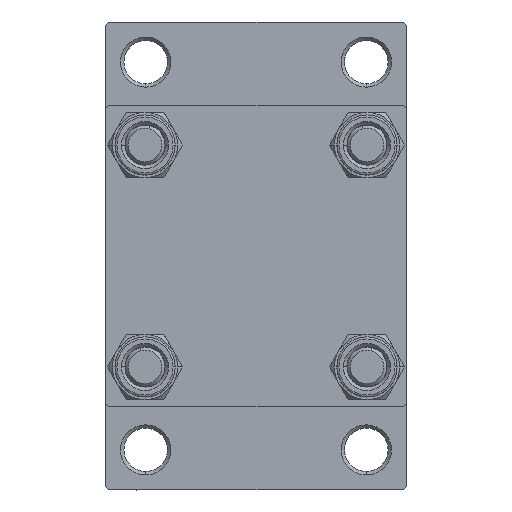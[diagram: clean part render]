
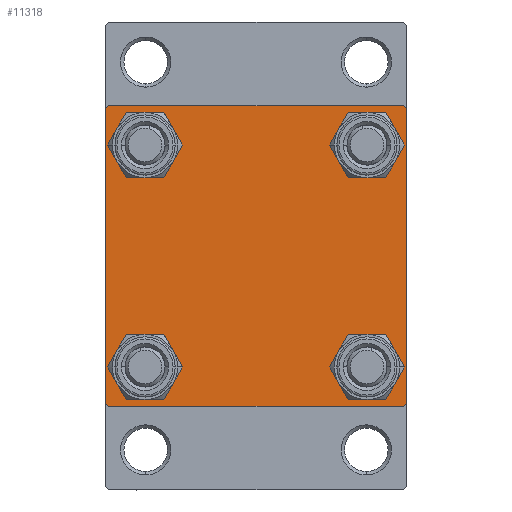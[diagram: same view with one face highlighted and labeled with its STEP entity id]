
A CAD part, left-side view. The second image highlights one B-rep face of the part: STEP entity #11318.
In plain terms, the highlighted planar face has unit normal (-1, 0, 0).
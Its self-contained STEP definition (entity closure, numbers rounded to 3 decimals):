
#129 = VECTOR ( 'NONE', #41448, 1000. ) ;
#183 = VERTEX_POINT ( 'NONE', #3532 ) ;
#218 = AXIS2_PLACEMENT_3D ( 'NONE', #18672, #33381, #402 ) ;
#402 = DIRECTION ( 'NONE',  ( 0., 0., 1. ) ) ;
#654 = EDGE_CURVE ( 'NONE', #29644, #45482, #28024, .T. ) ;
#833 = LINE ( 'NONE', #33576, #31984 ) ;
#917 = CARTESIAN_POINT ( 'NONE',  ( 0., 22., -22.5 ) ) ;
#1374 = VERTEX_POINT ( 'NONE', #37727 ) ;
#3176 = AXIS2_PLACEMENT_3D ( 'NONE', #10445, #30410, #8037 ) ;
#3434 = CIRCLE ( 'NONE', #32630, 3.5 ) ;
#3532 = CARTESIAN_POINT ( 'NONE',  ( 0., -22., -22.5 ) ) ;
#3596 = VERTEX_POINT ( 'NONE', #22206 ) ;
#3708 = LINE ( 'NONE', #36463, #22804 ) ;
#4729 = CARTESIAN_POINT ( 'NONE',  ( 0., -22.5, -22. ) ) ;
#4807 = CIRCLE ( 'NONE', #218, 3.5 ) ;
#4909 = AXIS2_PLACEMENT_3D ( 'NONE', #42769, #28565, #36282 ) ;
#5054 = CARTESIAN_POINT ( 'NONE',  ( 0., 16.6, 16.6 ) ) ;
#5157 = EDGE_CURVE ( 'NONE', #42074, #27086, #3708, .T. ) ;
#5577 = CARTESIAN_POINT ( 'NONE',  ( 0., 16.6, 13.1 ) ) ;
#6522 = AXIS2_PLACEMENT_3D ( 'NONE', #42083, #23767, #12932 ) ;
#6697 = DIRECTION ( 'NONE',  ( 1., 0., 0. ) ) ;
#6863 = LINE ( 'NONE', #47539, #29253 ) ;
#7490 = VECTOR ( 'NONE', #21371, 1000. ) ;
#7531 = CARTESIAN_POINT ( 'NONE',  ( 0., -16.6, -20.1 ) ) ;
#7978 = EDGE_CURVE ( 'NONE', #3596, #18155, #10310, .T. ) ;
#8037 = DIRECTION ( 'NONE',  ( 0., 0., 1. ) ) ;
#8682 = CARTESIAN_POINT ( 'NONE',  ( 0., 22.5, 22.5 ) ) ;
#9176 = CARTESIAN_POINT ( 'NONE',  ( 0., 16.6, -20.1 ) ) ;
#10310 = LINE ( 'NONE', #28117, #7490 ) ;
#10445 = CARTESIAN_POINT ( 'NONE',  ( 0., 16.6, -16.6 ) ) ;
#10624 = ORIENTED_EDGE ( 'NONE', *, *, #5157, .T. ) ;
#10711 = AXIS2_PLACEMENT_3D ( 'NONE', #40401, #17489, #21108 ) ;
#10930 = DIRECTION ( 'NONE',  ( 0., 0.707, -0.707 ) ) ;
#11174 = ORIENTED_EDGE ( 'NONE', *, *, #38065, .T. ) ;
#11318 = ADVANCED_FACE ( 'NONE', ( #46397, #24482, #39200, #36053, #24731 ), #36299, .T. ) ;
#11945 = EDGE_LOOP ( 'NONE', ( #20546, #38596, #43567, #42416, #21165, #36800, #19238, #10624 ) ) ;
#12932 = DIRECTION ( 'NONE',  ( 0., 0., 1. ) ) ;
#13827 = ORIENTED_EDGE ( 'NONE', *, *, #34792, .T. ) ;
#14468 = VERTEX_POINT ( 'NONE', #9176 ) ;
#14469 = LINE ( 'NONE', #29170, #40230 ) ;
#14797 = CARTESIAN_POINT ( 'NONE',  ( 0., 22.5, 22. ) ) ;
#15867 = ORIENTED_EDGE ( 'NONE', *, *, #26692, .T. ) ;
#15869 = LINE ( 'NONE', #47261, #45329 ) ;
#16725 = EDGE_CURVE ( 'NONE', #36117, #14468, #20723, .T. ) ;
#16997 = EDGE_CURVE ( 'NONE', #27086, #28503, #26279, .T. ) ;
#17489 = DIRECTION ( 'NONE',  ( -1., 0., 0. ) ) ;
#18155 = VERTEX_POINT ( 'NONE', #33742 ) ;
#18393 = DIRECTION ( 'NONE',  ( 0., -1., 0. ) ) ;
#18672 = CARTESIAN_POINT ( 'NONE',  ( 0., -16.6, 16.6 ) ) ;
#18749 = CIRCLE ( 'NONE', #4909, 3.5 ) ;
#18774 = CARTESIAN_POINT ( 'NONE',  ( 0., -16.6, -16.6 ) ) ;
#19024 = VERTEX_POINT ( 'NONE', #4729 ) ;
#19238 = ORIENTED_EDGE ( 'NONE', *, *, #30194, .F. ) ;
#20544 = CARTESIAN_POINT ( 'NONE',  ( 0., 16.6, -16.6 ) ) ;
#20546 = ORIENTED_EDGE ( 'NONE', *, *, #16997, .T. ) ;
#20723 = CIRCLE ( 'NONE', #3176, 3.5 ) ;
#20742 = CIRCLE ( 'NONE', #23062, 3.5 ) ;
#21108 = DIRECTION ( 'NONE',  ( 0., 0., 1. ) ) ;
#21165 = ORIENTED_EDGE ( 'NONE', *, *, #35768, .F. ) ;
#21371 = DIRECTION ( 'NONE',  ( 0., 0.707, 0.707 ) ) ;
#21373 = DIRECTION ( 'NONE',  ( 0., 0., 1. ) ) ;
#21481 = CARTESIAN_POINT ( 'NONE',  ( 0., -22.25, -22.25 ) ) ;
#22188 = ORIENTED_EDGE ( 'NONE', *, *, #16725, .T. ) ;
#22206 = CARTESIAN_POINT ( 'NONE',  ( 0., -22.5, 22. ) ) ;
#22776 = VERTEX_POINT ( 'NONE', #34157 ) ;
#22804 = VECTOR ( 'NONE', #10930, 1000. ) ;
#23062 = AXIS2_PLACEMENT_3D ( 'NONE', #18774, #47430, #33000 ) ;
#23597 = ORIENTED_EDGE ( 'NONE', *, *, #43195, .T. ) ;
#23767 = DIRECTION ( 'NONE',  ( 1., 0., 0. ) ) ;
#24069 = EDGE_CURVE ( 'NONE', #183, #19024, #47242, .T. ) ;
#24482 = FACE_BOUND ( 'NONE', #24826, .T. ) ;
#24731 = FACE_OUTER_BOUND ( 'NONE', #11945, .T. ) ;
#24826 = EDGE_LOOP ( 'NONE', ( #11174, #39833 ) ) ;
#25089 = VERTEX_POINT ( 'NONE', #7531 ) ;
#25527 = ORIENTED_EDGE ( 'NONE', *, *, #654, .T. ) ;
#25646 = DIRECTION ( 'NONE',  ( 0., -1., 0. ) ) ;
#26279 = LINE ( 'NONE', #8682, #129 ) ;
#26301 = VERTEX_POINT ( 'NONE', #5577 ) ;
#26692 = EDGE_CURVE ( 'NONE', #26301, #22776, #42305, .T. ) ;
#27086 = VERTEX_POINT ( 'NONE', #14797 ) ;
#27892 = DIRECTION ( 'NONE',  ( 1., 0., 0. ) ) ;
#28024 = CIRCLE ( 'NONE', #6522, 3.5 ) ;
#28117 = CARTESIAN_POINT ( 'NONE',  ( 0., -22.25, 22.25 ) ) ;
#28404 = VECTOR ( 'NONE', #36195, 1000. ) ;
#28503 = VERTEX_POINT ( 'NONE', #42870 ) ;
#28565 = DIRECTION ( 'NONE',  ( 1., 0., 0. ) ) ;
#29170 = CARTESIAN_POINT ( 'NONE',  ( 0., -22.5, 22.5 ) ) ;
#29253 = VECTOR ( 'NONE', #25646, 1000. ) ;
#29311 = EDGE_CURVE ( 'NONE', #28503, #31524, #15869, .T. ) ;
#29644 = VERTEX_POINT ( 'NONE', #45708 ) ;
#30194 = EDGE_CURVE ( 'NONE', #42074, #18155, #6863, .T. ) ;
#30410 = DIRECTION ( 'NONE',  ( 1., 0., 0. ) ) ;
#30743 = CARTESIAN_POINT ( 'NONE',  ( 0., 22., 22.5 ) ) ;
#30913 = CARTESIAN_POINT ( 'NONE',  ( 0., -16.6, 20.1 ) ) ;
#31524 = VERTEX_POINT ( 'NONE', #917 ) ;
#31542 = EDGE_LOOP ( 'NONE', ( #45744, #15867 ) ) ;
#31984 = VECTOR ( 'NONE', #18393, 1000. ) ;
#32630 = AXIS2_PLACEMENT_3D ( 'NONE', #20544, #35503, #38873 ) ;
#32822 = DIRECTION ( 'NONE',  ( 0., -0.707, -0.707 ) ) ;
#33000 = DIRECTION ( 'NONE',  ( 0., 0., 1. ) ) ;
#33381 = DIRECTION ( 'NONE',  ( 1., 0., 0. ) ) ;
#33465 = EDGE_CURVE ( 'NONE', #22776, #26301, #37824, .T. ) ;
#33576 = CARTESIAN_POINT ( 'NONE',  ( 0., 22.5, -22.5 ) ) ;
#33742 = CARTESIAN_POINT ( 'NONE',  ( 0., -22., 22.5 ) ) ;
#34157 = CARTESIAN_POINT ( 'NONE',  ( 0., 16.6, 20.1 ) ) ;
#34792 = EDGE_CURVE ( 'NONE', #45482, #29644, #4807, .T. ) ;
#35503 = DIRECTION ( 'NONE',  ( 1., 0., 0. ) ) ;
#35768 = EDGE_CURVE ( 'NONE', #3596, #19024, #14469, .T. ) ;
#36053 = FACE_BOUND ( 'NONE', #31542, .T. ) ;
#36117 = VERTEX_POINT ( 'NONE', #36833 ) ;
#36195 = DIRECTION ( 'NONE',  ( 0., -0.707, 0.707 ) ) ;
#36282 = DIRECTION ( 'NONE',  ( 0., 0., 1. ) ) ;
#36299 = PLANE ( 'NONE',  #10711 ) ;
#36463 = CARTESIAN_POINT ( 'NONE',  ( 0., 22.25, 22.25 ) ) ;
#36800 = ORIENTED_EDGE ( 'NONE', *, *, #7978, .T. ) ;
#36833 = CARTESIAN_POINT ( 'NONE',  ( 0., 16.6, -13.1 ) ) ;
#37727 = CARTESIAN_POINT ( 'NONE',  ( 0., -16.6, -13.1 ) ) ;
#37824 = CIRCLE ( 'NONE', #46246, 3.5 ) ;
#38065 = EDGE_CURVE ( 'NONE', #1374, #25089, #18749, .T. ) ;
#38596 = ORIENTED_EDGE ( 'NONE', *, *, #29311, .T. ) ;
#38873 = DIRECTION ( 'NONE',  ( 0., 0., 1. ) ) ;
#39200 = FACE_BOUND ( 'NONE', #40924, .T. ) ;
#39706 = CARTESIAN_POINT ( 'NONE',  ( 0., 16.6, 16.6 ) ) ;
#39833 = ORIENTED_EDGE ( 'NONE', *, *, #46410, .T. ) ;
#40230 = VECTOR ( 'NONE', #40506, 1000. ) ;
#40401 = CARTESIAN_POINT ( 'NONE',  ( 0., 0., 0. ) ) ;
#40506 = DIRECTION ( 'NONE',  ( 0., 0., -1. ) ) ;
#40823 = AXIS2_PLACEMENT_3D ( 'NONE', #39706, #6697, #21373 ) ;
#40924 = EDGE_LOOP ( 'NONE', ( #22188, #23597 ) ) ;
#41448 = DIRECTION ( 'NONE',  ( 0., 0., -1. ) ) ;
#42074 = VERTEX_POINT ( 'NONE', #30743 ) ;
#42083 = CARTESIAN_POINT ( 'NONE',  ( 0., -16.6, 16.6 ) ) ;
#42305 = CIRCLE ( 'NONE', #40823, 3.5 ) ;
#42416 = ORIENTED_EDGE ( 'NONE', *, *, #24069, .T. ) ;
#42586 = DIRECTION ( 'NONE',  ( 0., 0., 1. ) ) ;
#42769 = CARTESIAN_POINT ( 'NONE',  ( 0., -16.6, -16.6 ) ) ;
#42870 = CARTESIAN_POINT ( 'NONE',  ( 0., 22.5, -22. ) ) ;
#43191 = EDGE_LOOP ( 'NONE', ( #13827, #25527 ) ) ;
#43195 = EDGE_CURVE ( 'NONE', #14468, #36117, #3434, .T. ) ;
#43567 = ORIENTED_EDGE ( 'NONE', *, *, #44574, .T. ) ;
#44574 = EDGE_CURVE ( 'NONE', #31524, #183, #833, .T. ) ;
#45329 = VECTOR ( 'NONE', #32822, 1000. ) ;
#45482 = VERTEX_POINT ( 'NONE', #30913 ) ;
#45708 = CARTESIAN_POINT ( 'NONE',  ( 0., -16.6, 13.1 ) ) ;
#45744 = ORIENTED_EDGE ( 'NONE', *, *, #33465, .T. ) ;
#46246 = AXIS2_PLACEMENT_3D ( 'NONE', #5054, #27892, #42586 ) ;
#46397 = FACE_BOUND ( 'NONE', #43191, .T. ) ;
#46410 = EDGE_CURVE ( 'NONE', #25089, #1374, #20742, .T. ) ;
#47242 = LINE ( 'NONE', #21481, #28404 ) ;
#47261 = CARTESIAN_POINT ( 'NONE',  ( 0., 22.25, -22.25 ) ) ;
#47430 = DIRECTION ( 'NONE',  ( 1., 0., 0. ) ) ;
#47539 = CARTESIAN_POINT ( 'NONE',  ( 0., 22.5, 22.5 ) ) ;
